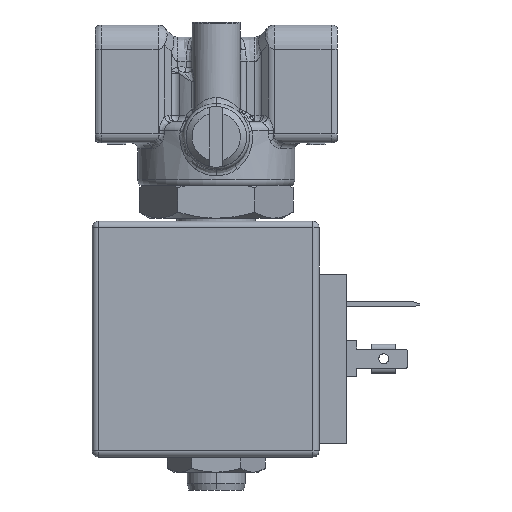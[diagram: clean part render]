
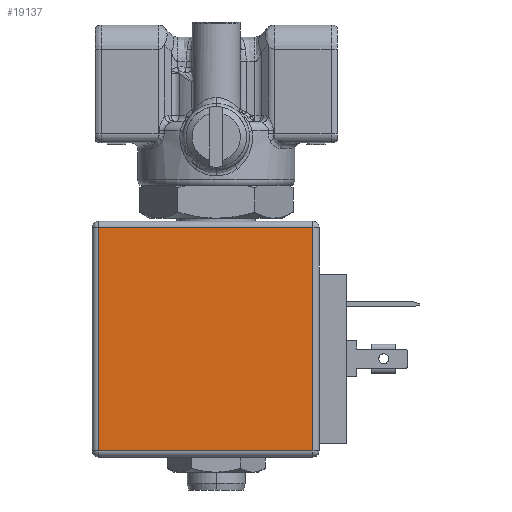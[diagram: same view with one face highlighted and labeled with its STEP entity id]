
A CAD part, front view. The second image highlights one B-rep face of the part: STEP entity #19137.
In plain terms, the highlighted planar face has unit normal (0, -1, 0).
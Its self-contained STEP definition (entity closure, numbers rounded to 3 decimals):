
#4765=DIRECTION('',(-1.,0.,0.));
#4766=VECTOR('',#4765,35.5);
#4767=CARTESIAN_POINT('',(16.,-15.,-23.95));
#4768=LINE('',#4767,#4766);
#4938=DIRECTION('',(0.,0.,-1.));
#4939=VECTOR('',#4938,37.);
#4940=CARTESIAN_POINT('',(-19.5,-15.,-23.95));
#4941=LINE('',#4940,#4939);
#4965=DIRECTION('',(0.,0.,1.));
#4966=VECTOR('',#4965,37.);
#4967=CARTESIAN_POINT('',(16.,-15.,-60.95));
#4968=LINE('',#4967,#4966);
#5758=DIRECTION('',(1.,0.,0.));
#5759=VECTOR('',#5758,35.5);
#5760=CARTESIAN_POINT('',(-19.5,-15.,-60.95));
#5761=LINE('',#5760,#5759);
#6505=CARTESIAN_POINT('',(16.,-15.,-60.95));
#6506=VERTEX_POINT('',#6505);
#6507=CARTESIAN_POINT('',(16.,-15.,-23.95));
#6508=VERTEX_POINT('',#6507);
#6511=CARTESIAN_POINT('',(-19.5,-15.,-60.95));
#6512=VERTEX_POINT('',#6511);
#6515=CARTESIAN_POINT('',(-19.5,-15.,-23.95));
#6516=VERTEX_POINT('',#6515);
#19124=CARTESIAN_POINT('',(-1.75,-15.,-42.45));
#19125=DIRECTION('',(0.,1.,0.));
#19126=DIRECTION('',(-1.,0.,0.));
#19127=AXIS2_PLACEMENT_3D('',#19124,#19125,#19126);
#19128=PLANE('',#19127);
#19130=ORIENTED_EDGE('',*,*,#19129,.F.);
#19132=ORIENTED_EDGE('',*,*,#19131,.F.);
#19133=ORIENTED_EDGE('',*,*,#19092,.F.);
#19134=ORIENTED_EDGE('',*,*,#18665,.F.);
#19135=EDGE_LOOP('',(#19130,#19132,#19133,#19134));
#19136=FACE_OUTER_BOUND('',#19135,.F.);
#19137=ADVANCED_FACE('',(#19136),#19128,.F.);
#18665=EDGE_CURVE('',#6508,#6516,#4768,.T.);
#19092=EDGE_CURVE('',#6516,#6512,#4941,.T.);
#19129=EDGE_CURVE('',#6506,#6508,#4968,.T.);
#19131=EDGE_CURVE('',#6512,#6506,#5761,.T.);
